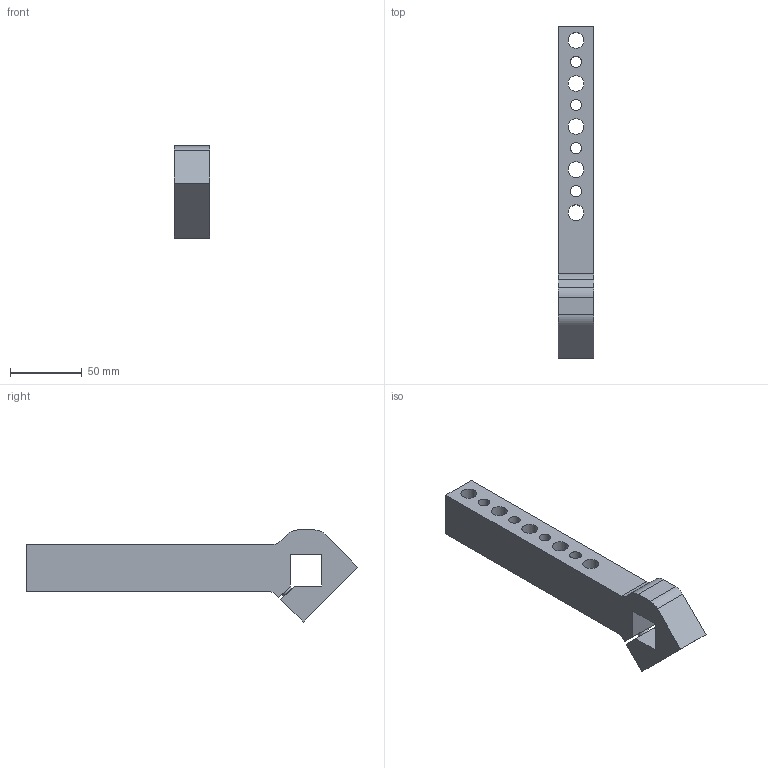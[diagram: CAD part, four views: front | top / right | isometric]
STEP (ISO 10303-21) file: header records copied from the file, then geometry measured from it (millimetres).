
FILE_DESCRIPTION(/* description */ (''),/* implementation_level */ '2;1');
FILE_NAME(/* name */ 'QNACA009M.stp',/* time_stamp */ '2018-10-18T14:52:39+02:00',/* author */ ('donadda1'),/* organization */ ('Pneumax S.p.A.'),/* preprocessor_version */ 'ST-DEVELOPER v17',/* originating_system */ 'Autodesk Inventor 2019',/* authorisation */ '');
FILE_SCHEMA (('AUTOMOTIVE_DESIGN { 1 0 10303 214 3 1 1 }'));
Length unit declared in the file: millimetre
Products named in the file (1): QNACA009M
Bounding box: 25 x 231.06 x 64.06 mm (x, y, z)
Volume: 167441.2 mm3; surface area: 38819.5 mm2
Topology: 1 solids, 1 shells, 31 faces, 87 edges, 58 vertices
Faces by surface type: plane 17, cylinder 14
Full cylindrical faces by diameter (mm): 8 x5, 11 x5
Entity records: 1088 total; most frequent: DIRECTION 179, CARTESIAN_POINT 177, ORIENTED_EDGE 174, EDGE_CURVE 87, AXIS2_PLACEMENT_3D 60, LINE 59, VECTOR 59, VERTEX_POINT 58
